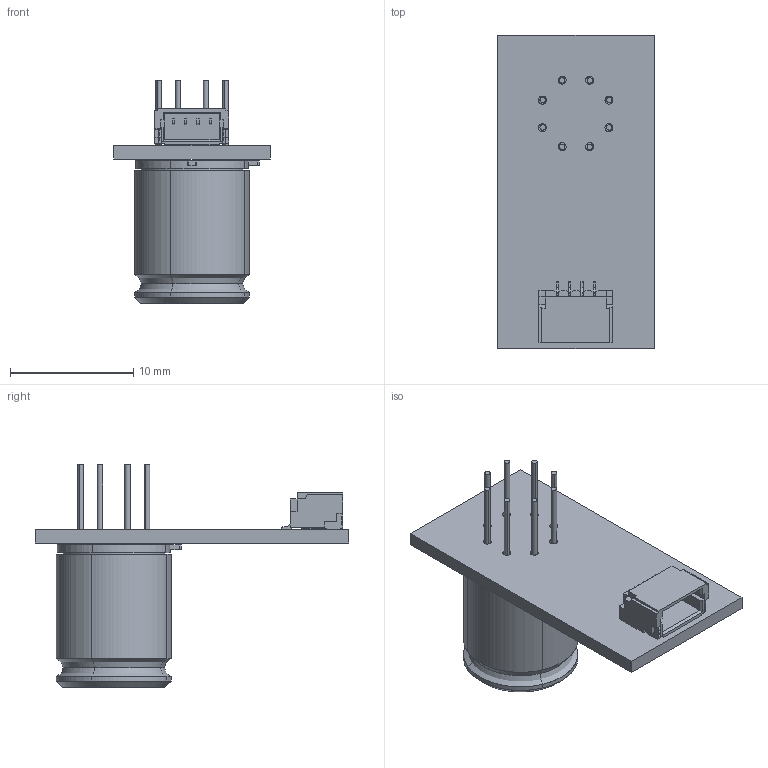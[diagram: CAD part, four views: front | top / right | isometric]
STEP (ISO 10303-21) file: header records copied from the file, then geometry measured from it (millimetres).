
FILE_DESCRIPTION(('KiCad electronic assembly'),'2;1');
FILE_NAME('mlx90640-breakout.step','2022-08-12T11:28:48',('Pcbnew'),( 'Kicad'),'Open CASCADE STEP processor 7.6','KiCad to STEP converter' ,'Unknown');
FILE_SCHEMA(('AUTOMOTIVE_DESIGN { 1 0 10303 214 1 1 1 1 }'));
Length unit declared in the file: millimetre
Products named in the file (6): mlx90640-breakout 1; QWIIC_STEMMA_QT; COMPOUND; MLX9064x_xxB_small_fov; mlx90640-breakout PCB
Assembly tree (6 placements, depth 3):
  mlx90640-breakout 1
    QWIIC_STEMMA_QT
      COMPOUND
    MLX9064x_xxB_small_fov  x2
      COMPOUND
    mlx90640-breakout PCB
Bounding box: 12.7 x 25.4 x 18.05 mm (x, y, z)
Volume: 1765.8 mm3; surface area: 2634.2 mm2
Topology: 26 solids, 26 shells, 409 faces, 1022 edges, 670 vertices
Faces by surface type: bspline 395, cylinder 8, plane 6
Full cylindrical faces by diameter (mm): 0.65 x8
Entity records: 21054 total; most frequent: CARTESIAN_POINT 9694, B_SPLINE_CURVE_WITH_KNOTS 2108, ORIENTED_EDGE 1702, PCURVE 1702, DEFINITIONAL_REPRESENTATION 1702, EDGE_CURVE 851, SURFACE_CURVE 843, VERTEX_POINT 560
